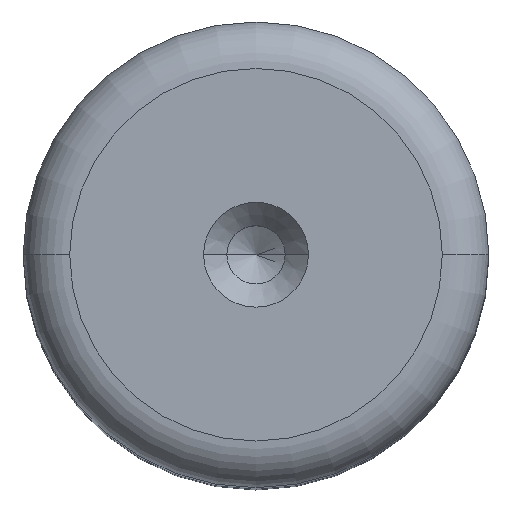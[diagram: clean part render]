
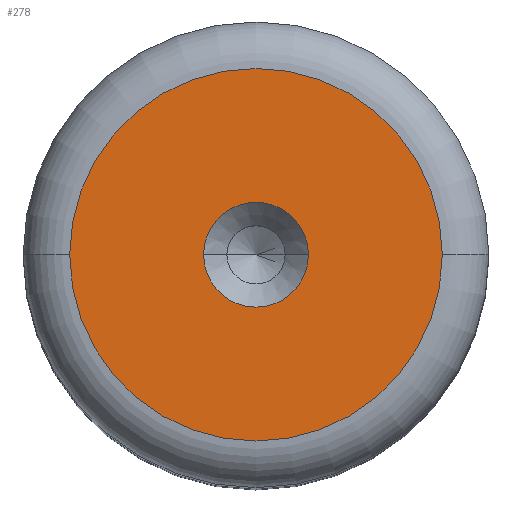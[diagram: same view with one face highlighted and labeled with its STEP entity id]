
A CAD part, top view. The second image highlights one B-rep face of the part: STEP entity #278.
In plain terms, the highlighted planar face has unit normal (0, 0, 1).
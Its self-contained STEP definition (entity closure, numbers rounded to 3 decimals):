
#6 = ORIENTED_EDGE ( 'NONE', *, *, #825, .T. ) ;
#68 = DIRECTION ( 'NONE',  ( 0., 0., 1. ) ) ;
#131 = VERTEX_POINT ( 'NONE', #1140 ) ;
#167 = CARTESIAN_POINT ( 'NONE',  ( 0., 0., 60. ) ) ;
#197 = EDGE_CURVE ( 'NONE', #565, #1179, #201, .T. ) ;
#201 = CIRCLE ( 'NONE', #921, 2.25 ) ;
#242 = AXIS2_PLACEMENT_3D ( 'NONE', #167, #1031, #294 ) ;
#258 = CIRCLE ( 'NONE', #1210, 8. ) ;
#278 = ADVANCED_FACE ( 'NONE', ( #1448, #1080 ), #409, .T. ) ;
#294 = DIRECTION ( 'NONE',  ( 1., 0., 0. ) ) ;
#357 = CARTESIAN_POINT ( 'NONE',  ( 2.25, 0., 60. ) ) ;
#409 = PLANE ( 'NONE',  #1589 ) ;
#432 = CARTESIAN_POINT ( 'NONE',  ( 0., 0., 60. ) ) ;
#438 = ORIENTED_EDGE ( 'NONE', *, *, #197, .F. ) ;
#439 = VERTEX_POINT ( 'NONE', #1028 ) ;
#559 = DIRECTION ( 'NONE',  ( 0., 0., 1. ) ) ;
#565 = VERTEX_POINT ( 'NONE', #357 ) ;
#590 = EDGE_LOOP ( 'NONE', ( #6, #1251 ) ) ;
#623 = CARTESIAN_POINT ( 'NONE',  ( 0., 0., 60. ) ) ;
#685 = EDGE_CURVE ( 'NONE', #439, #131, #691, .T. ) ;
#688 = CIRCLE ( 'NONE', #242, 2.25 ) ;
#691 = CIRCLE ( 'NONE', #699, 8. ) ;
#699 = AXIS2_PLACEMENT_3D ( 'NONE', #814, #68, #936 ) ;
#707 = ORIENTED_EDGE ( 'NONE', *, *, #1165, .F. ) ;
#751 = DIRECTION ( 'NONE',  ( 1., 0., 0. ) ) ;
#786 = DIRECTION ( 'NONE',  ( 1., 0., 0. ) ) ;
#814 = CARTESIAN_POINT ( 'NONE',  ( 0., 0., 60. ) ) ;
#825 = EDGE_CURVE ( 'NONE', #131, #439, #258, .T. ) ;
#921 = AXIS2_PLACEMENT_3D ( 'NONE', #1563, #559, #1432 ) ;
#936 = DIRECTION ( 'NONE',  ( 1., 0., 0. ) ) ;
#946 = DIRECTION ( 'NONE',  ( 0., 0., 1. ) ) ;
#1027 = EDGE_LOOP ( 'NONE', ( #438, #707 ) ) ;
#1028 = CARTESIAN_POINT ( 'NONE',  ( -8., 0., 60. ) ) ;
#1031 = DIRECTION ( 'NONE',  ( 0., 0., 1. ) ) ;
#1080 = FACE_OUTER_BOUND ( 'NONE', #590, .T. ) ;
#1140 = CARTESIAN_POINT ( 'NONE',  ( 8., 0., 60. ) ) ;
#1159 = CARTESIAN_POINT ( 'NONE',  ( -2.25, 0., 60. ) ) ;
#1165 = EDGE_CURVE ( 'NONE', #1179, #565, #688, .T. ) ;
#1179 = VERTEX_POINT ( 'NONE', #1159 ) ;
#1210 = AXIS2_PLACEMENT_3D ( 'NONE', #623, #1498, #751 ) ;
#1251 = ORIENTED_EDGE ( 'NONE', *, *, #685, .T. ) ;
#1432 = DIRECTION ( 'NONE',  ( 1., 0., 0. ) ) ;
#1448 = FACE_BOUND ( 'NONE', #1027, .T. ) ;
#1498 = DIRECTION ( 'NONE',  ( 0., 0., 1. ) ) ;
#1563 = CARTESIAN_POINT ( 'NONE',  ( 0., 0., 60. ) ) ;
#1589 = AXIS2_PLACEMENT_3D ( 'NONE', #432, #946, #786 ) ;
